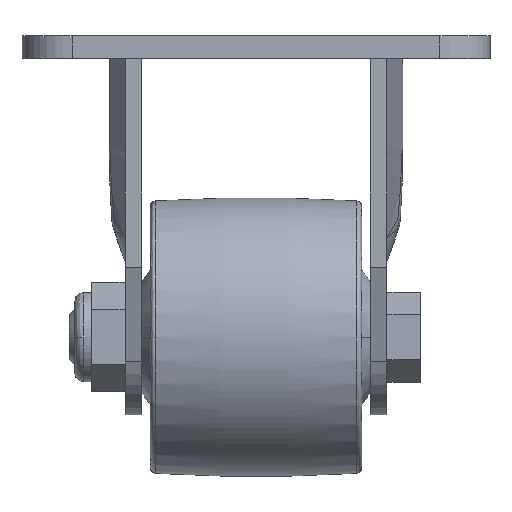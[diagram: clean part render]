
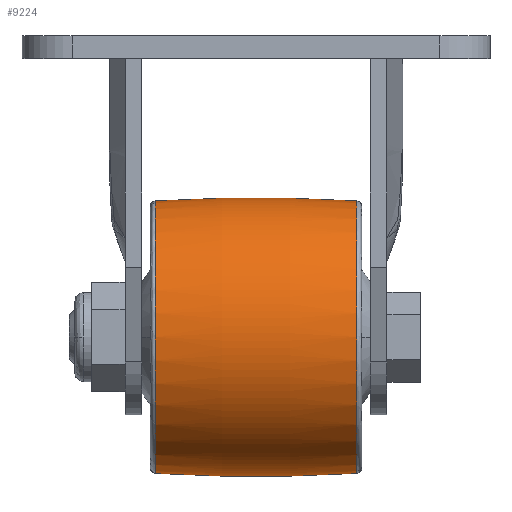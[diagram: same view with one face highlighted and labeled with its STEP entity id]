
A CAD part, top view. The second image highlights one B-rep face of the part: STEP entity #9224.
In plain terms, the highlighted toroidal (fillet/blend) face has major radius 275 mm and minor radius 300 mm.
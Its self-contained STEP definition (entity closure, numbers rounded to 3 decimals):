
#371 = CARTESIAN_POINT ( 'NONE',  ( 0., 225., 0. ) ) ;
#733 = VERTEX_POINT ( 'NONE', #10013 ) ;
#818 = DIRECTION ( 'NONE',  ( -1., 0., 0. ) ) ;
#1961 = CARTESIAN_POINT ( 'NONE',  ( 18.06, -50., 0. ) ) ;
#2006 = ORIENTED_EDGE ( 'NONE', *, *, #10350, .T. ) ;
#2631 = DIRECTION ( 'NONE',  ( 1., 0., 0. ) ) ;
#2750 = EDGE_CURVE ( 'NONE', #13293, #733, #15754, .T. ) ;
#3373 = ORIENTED_EDGE ( 'NONE', *, *, #5727, .T. ) ;
#3407 = VERTEX_POINT ( 'NONE', #6904 ) ;
#3625 = FACE_OUTER_BOUND ( 'NONE', #8941, .T. ) ;
#4131 = DIRECTION ( 'NONE',  ( 0., 0.998, 0.063 ) ) ;
#4369 = AXIS2_PLACEMENT_3D ( 'NONE', #17040, #5211, #14624 ) ;
#4744 = VERTEX_POINT ( 'NONE', #16460 ) ;
#4911 = ORIENTED_EDGE ( 'NONE', *, *, #9628, .T. ) ;
#5211 = DIRECTION ( 'NONE',  ( 0., 0., 1. ) ) ;
#5684 = DIRECTION ( 'NONE',  ( -1., 0., 0. ) ) ;
#5727 = EDGE_CURVE ( 'NONE', #3407, #4744, #15488, .T. ) ;
#6549 = TOROIDAL_SURFACE ( 'NONE', #16551, -275., 300. ) ;
#6904 = CARTESIAN_POINT ( 'NONE',  ( 18.06, -25.544, 0. ) ) ;
#7274 = DIRECTION ( 'NONE',  ( 0., 0.998, 0.063 ) ) ;
#7703 = CIRCLE ( 'NONE', #11308, 24.456 ) ;
#7884 = CARTESIAN_POINT ( 'NONE',  ( 0., -50., 0. ) ) ;
#8527 = CARTESIAN_POINT ( 'NONE',  ( -18.06, -50., 0. ) ) ;
#8787 = AXIS2_PLACEMENT_3D ( 'NONE', #8527, #2631, #4131 ) ;
#8941 = EDGE_LOOP ( 'NONE', ( #2006, #3373, #4911, #17069 ) ) ;
#9023 = DIRECTION ( 'NONE',  ( 0., -1., 0. ) ) ;
#9117 = DIRECTION ( 'NONE',  ( -1., 0., 0. ) ) ;
#9224 = ADVANCED_FACE ( 'NONE', ( #3625 ), #6549, .T. ) ;
#9628 = EDGE_CURVE ( 'NONE', #4744, #733, #11281, .T. ) ;
#10013 = CARTESIAN_POINT ( 'NONE',  ( -18.06, -74.456, 0. ) ) ;
#10350 = EDGE_CURVE ( 'NONE', #13293, #3407, #7703, .T. ) ;
#11281 = CIRCLE ( 'NONE', #8787, 24.456 ) ;
#11308 = AXIS2_PLACEMENT_3D ( 'NONE', #1961, #818, #7274 ) ;
#12624 = CARTESIAN_POINT ( 'NONE',  ( 18.06, -74.456, 0. ) ) ;
#13293 = VERTEX_POINT ( 'NONE', #12624 ) ;
#14377 = AXIS2_PLACEMENT_3D ( 'NONE', #371, #16313, #5684 ) ;
#14624 = DIRECTION ( 'NONE',  ( 1., 0., 0. ) ) ;
#15488 = CIRCLE ( 'NONE', #4369, 300. ) ;
#15754 = CIRCLE ( 'NONE', #14377, 300. ) ;
#16313 = DIRECTION ( 'NONE',  ( 0., 0., -1. ) ) ;
#16460 = CARTESIAN_POINT ( 'NONE',  ( -18.06, -25.544, 0. ) ) ;
#16551 = AXIS2_PLACEMENT_3D ( 'NONE', #7884, #9117, #9023 ) ;
#17040 = CARTESIAN_POINT ( 'NONE',  ( 0., -325., 0. ) ) ;
#17069 = ORIENTED_EDGE ( 'NONE', *, *, #2750, .F. ) ;
